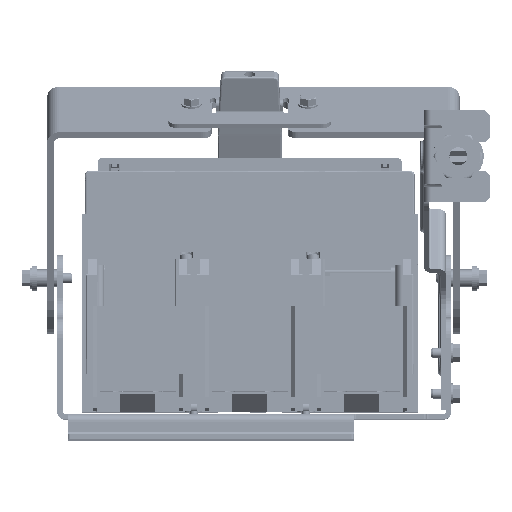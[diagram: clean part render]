
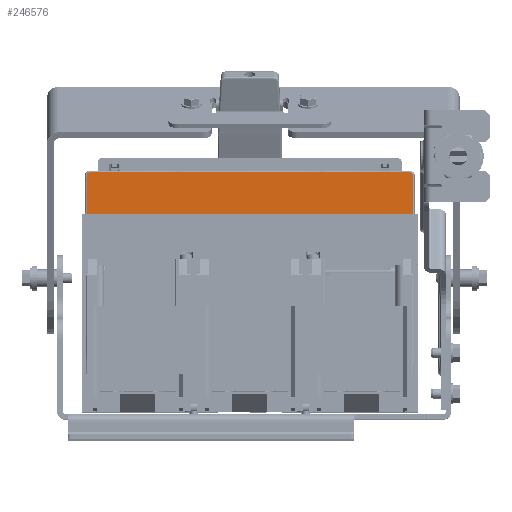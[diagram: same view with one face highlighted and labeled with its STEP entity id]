
A CAD part, top view. The second image highlights one B-rep face of the part: STEP entity #246576.
In plain terms, the highlighted planar face has unit normal (0, 0, 1).
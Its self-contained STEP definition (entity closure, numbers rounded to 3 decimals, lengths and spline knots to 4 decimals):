
#246516=CARTESIAN_POINT('',(3.875,5.9449,
2.4686));
#246517=CARTESIAN_POINT('',(3.8856,5.9448,
2.4686));
#246518=CARTESIAN_POINT('',(3.9053,5.941,
2.4686));
#246519=CARTESIAN_POINT('',(3.9318,5.9236,
2.4686));
#246520=CARTESIAN_POINT('',(3.9496,5.8971,
2.4686));
#246521=CARTESIAN_POINT('',(3.9535,5.8771,
2.4686));
#246522=CARTESIAN_POINT('',(3.9537,5.8661,
2.4686));
#246524=DIRECTION('',(0.,-1.,0.));
#246525=VECTOR('',#246524,0.9449);
#246526=CARTESIAN_POINT('',(3.9537,5.8661,
2.4686));
#246527=LINE('',#246526,#246525);
#246528=DIRECTION('',(-1.,0.,0.));
#246529=VECTOR('',#246528,8.0315);
#246530=CARTESIAN_POINT('',(3.9537,4.9213,
2.4686));
#246531=LINE('',#246530,#246529);
#246532=DIRECTION('',(0.,1.,0.));
#246533=VECTOR('',#246532,0.9449);
#246534=CARTESIAN_POINT('',(-4.0778,4.9213,
2.4686));
#246535=LINE('',#246534,#246533);
#246536=CARTESIAN_POINT('',(-4.0778,5.8661,
2.4686));
#246537=CARTESIAN_POINT('',(-4.0777,5.8768,
2.4686));
#246538=CARTESIAN_POINT('',(-4.0739,5.8965,
2.4686));
#246539=CARTESIAN_POINT('',(-4.0565,5.923,
2.4686));
#246540=CARTESIAN_POINT('',(-4.03,5.9408,
2.4686));
#246541=CARTESIAN_POINT('',(-4.01,5.9447,
2.4686));
#246542=CARTESIAN_POINT('',(-3.9991,5.9449,
2.4686));
#246544=DIRECTION('',(1.,0.,0.));
#246545=VECTOR('',#246544,7.874);
#246546=CARTESIAN_POINT('',(-3.9991,5.9449,
2.4686));
#246547=LINE('',#246546,#246545);
#246548=VERTEX_POINT('',#246522);
#246549=VERTEX_POINT('',#246516);
#246550=CARTESIAN_POINT('',(-3.9991,5.9449,
2.4686));
#246551=VERTEX_POINT('',#246550);
#246552=VERTEX_POINT('',#246536);
#246553=CARTESIAN_POINT('',(-4.0778,4.9213,
2.4686));
#246554=VERTEX_POINT('',#246553);
#246555=CARTESIAN_POINT('',(3.9537,4.9213,
2.4686));
#246556=VERTEX_POINT('',#246555);
#246557=CARTESIAN_POINT('',(-0.062,5.4331,
2.4686));
#246558=DIRECTION('',(0.,0.,1.));
#246559=DIRECTION('',(-1.,0.,0.));
#246560=AXIS2_PLACEMENT_3D('',#246557,#246558,#246559);
#246561=PLANE('',#246560);
#246563=ORIENTED_EDGE('',*,*,#246562,.T.);
#246565=ORIENTED_EDGE('',*,*,#246564,.T.);
#246567=ORIENTED_EDGE('',*,*,#246566,.T.);
#246569=ORIENTED_EDGE('',*,*,#246568,.T.);
#246571=ORIENTED_EDGE('',*,*,#246570,.T.);
#246573=ORIENTED_EDGE('',*,*,#246572,.T.);
#246574=EDGE_LOOP('',(#246563,#246565,#246567,#246569,#246571,#246573));
#246575=FACE_OUTER_BOUND('',#246574,.F.);
#246576=ADVANCED_FACE('',(#246575),#246561,.T.);
#246523=B_SPLINE_CURVE_WITH_KNOTS('',3,(#246516,#246517,#246518,#246519,#246520,
#246521,#246522),.UNSPECIFIED.,.F.,.F.,(4,1,1,1,4),(0.,0.25,0.5,0.75,
1.),.UNSPECIFIED.);
#246543=B_SPLINE_CURVE_WITH_KNOTS('',3,(#246536,#246537,#246538,#246539,#246540,
#246541,#246542),.UNSPECIFIED.,.F.,.F.,(4,1,1,1,4),(0.,0.25,0.5,0.75,
1.),.UNSPECIFIED.);
#246562=EDGE_CURVE('',#246549,#246548,#246523,.T.);
#246564=EDGE_CURVE('',#246548,#246556,#246527,.T.);
#246566=EDGE_CURVE('',#246556,#246554,#246531,.T.);
#246568=EDGE_CURVE('',#246554,#246552,#246535,.T.);
#246570=EDGE_CURVE('',#246552,#246551,#246543,.T.);
#246572=EDGE_CURVE('',#246551,#246549,#246547,.T.);
